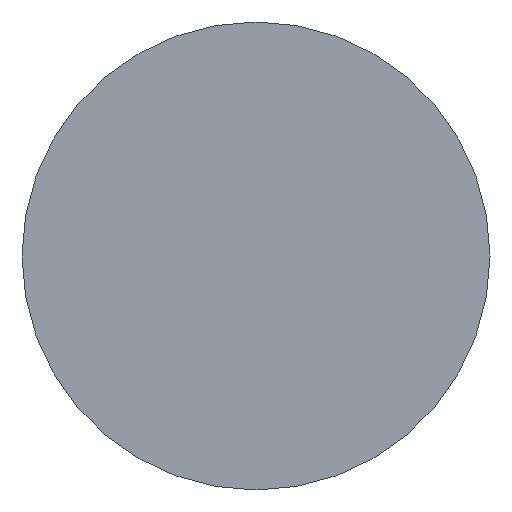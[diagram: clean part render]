
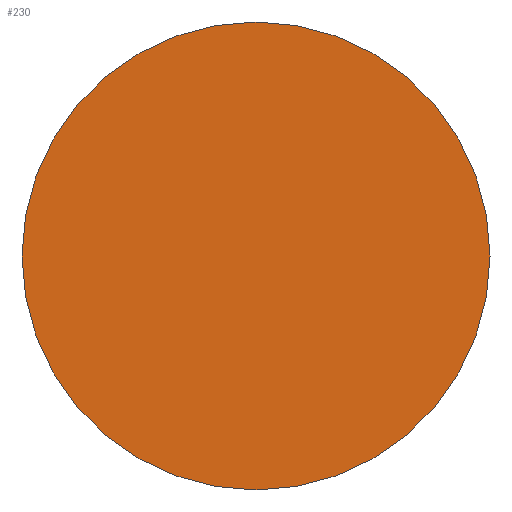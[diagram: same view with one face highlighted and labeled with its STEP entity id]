
A CAD part, top view. The second image highlights one B-rep face of the part: STEP entity #230.
In plain terms, the highlighted planar face has unit normal (0, 0, 1).
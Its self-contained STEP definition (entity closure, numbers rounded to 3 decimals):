
#32=CIRCLE('',#269,28.5);
#33=CIRCLE('',#270,28.5);
#49=FACE_OUTER_BOUND('',#65,.T.);
#65=EDGE_LOOP('',(#204,#205));
#114=VERTEX_POINT('',#406);
#115=VERTEX_POINT('',#408);
#143=EDGE_CURVE('',#115,#114,#32,.T.);
#144=EDGE_CURVE('',#114,#115,#33,.T.);
#204=ORIENTED_EDGE('',*,*,#143,.T.);
#205=ORIENTED_EDGE('',*,*,#144,.T.);
#214=PLANE('',#273);
#230=ADVANCED_FACE('',(#49),#214,.T.);
#269=AXIS2_PLACEMENT_3D('',#409,#338,#339);
#270=AXIS2_PLACEMENT_3D('',#410,#340,#341);
#273=AXIS2_PLACEMENT_3D('',#413,#346,#347);
#338=DIRECTION('center_axis',(0.,0.,1.));
#339=DIRECTION('ref_axis',(1.,0.,0.));
#340=DIRECTION('center_axis',(0.,0.,1.));
#341=DIRECTION('ref_axis',(1.,0.,0.));
#346=DIRECTION('center_axis',(0.,0.,1.));
#347=DIRECTION('ref_axis',(-1.,0.,0.));
#406=CARTESIAN_POINT('',(-28.5,0.,9.));
#408=CARTESIAN_POINT('',(28.5,0.,9.));
#409=CARTESIAN_POINT('Origin',(0.,0.,9.));
#410=CARTESIAN_POINT('Origin',(0.,0.,9.));
#413=CARTESIAN_POINT('Origin',(0.,0.,9.));
